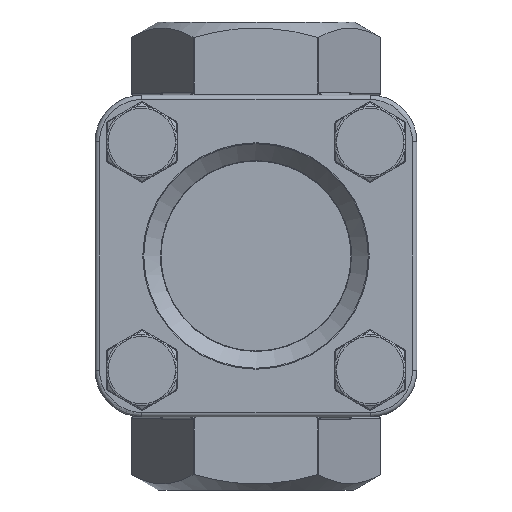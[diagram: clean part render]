
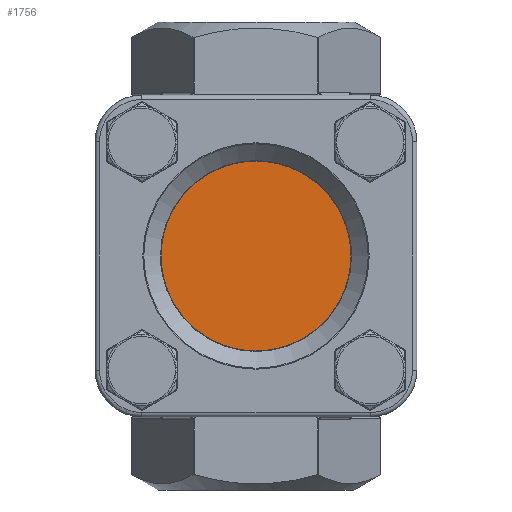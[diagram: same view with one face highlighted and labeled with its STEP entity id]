
A CAD part, front view. The second image highlights one B-rep face of the part: STEP entity #1756.
In plain terms, the highlighted planar face has unit normal (0, -1, 0).
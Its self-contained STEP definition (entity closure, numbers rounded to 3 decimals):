
#1686=CARTESIAN_POINT('',(40.,-47.7,-0.074));
#1687=VERTEX_POINT('',#1686);
#1688=CARTESIAN_POINT('',(-40.,-47.7,0.074));
#1689=VERTEX_POINT('',#1688);
#1690=CARTESIAN_POINT('',(0.,-47.7,0.));
#1691=DIRECTION('',(0.,-1.,0.));
#1692=DIRECTION('',(-1.,-0.,0.002));
#1693=AXIS2_PLACEMENT_3D('',#1690,#1691,#1692);
#1694=CIRCLE('',#1693,40.);
#1695=EDGE_CURVE('NONE',#1687,#1689,#1694,.T.);
#1729=CARTESIAN_POINT('',(0.,-47.7,0.));
#1730=DIRECTION('',(0.,-1.,0.));
#1731=DIRECTION('',(-1.,-0.,0.002));
#1732=AXIS2_PLACEMENT_3D('',#1729,#1730,#1731);
#1733=CIRCLE('',#1732,40.);
#1734=EDGE_CURVE('NONE',#1689,#1687,#1733,.T.);
#1747=CARTESIAN_POINT('',(0.,-47.7,0.));
#1748=DIRECTION('',(0.,-1.,0.));
#1749=DIRECTION('',(1.,0.,-0.002));
#1750=AXIS2_PLACEMENT_3D('',#1747,#1748,#1749);
#1751=PLANE('',#1750);
#1752=ORIENTED_EDGE('',*,*,#1734,.T.);
#1753=ORIENTED_EDGE('',*,*,#1695,.T.);
#1754=EDGE_LOOP('',(#1752,#1753));
#1755=FACE_BOUND('',#1754,.T.);
#1756=ADVANCED_FACE('NONE',(#1755),#1751,.T.);
